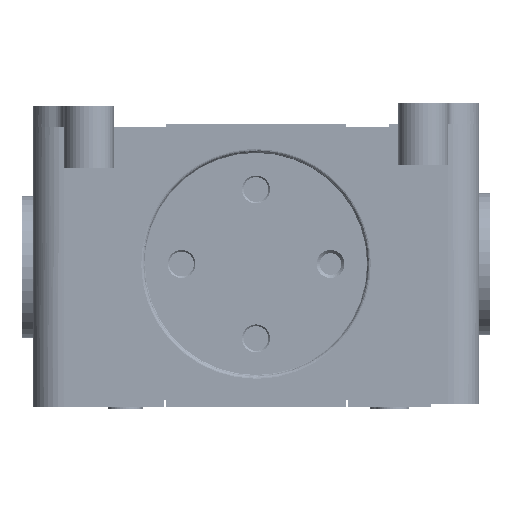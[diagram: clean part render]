
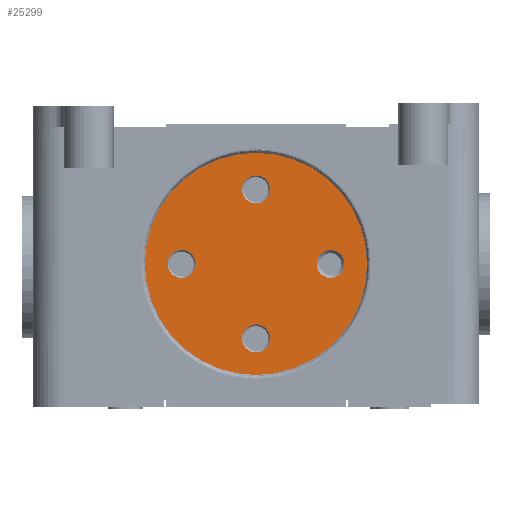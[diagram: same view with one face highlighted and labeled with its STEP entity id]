
A CAD part, front view. The second image highlights one B-rep face of the part: STEP entity #25299.
In plain terms, the highlighted planar face has unit normal (0, -1, 0).
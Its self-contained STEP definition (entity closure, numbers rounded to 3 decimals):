
#15242 = AXIS2_PLACEMENT_3D ( 'NONE', #98461, #98463, #98466 ) ;
#15248 = AXIS2_PLACEMENT_3D ( 'NONE', #98516, #98519, #98521 ) ;
#15256 = AXIS2_PLACEMENT_3D ( 'NONE', #98590, #98592, #98593 ) ;
#15262 = AXIS2_PLACEMENT_3D ( 'NONE', #98621, #98622, #98624 ) ;
#25299 = ADVANCED_FACE ( 'NONE', ( #96173, #96181, #96166, #96171, #96176 ), #80019, .T. ) ;
#41611 = EDGE_CURVE ( 'NONE', #64739, #64742, #127662, .T. ) ;
#41613 = EDGE_CURVE ( 'NONE', #64753, #64756, #127668, .T. ) ;
#41615 = EDGE_CURVE ( 'NONE', #64879, #64880, #127670, .T. ) ;
#41618 = EDGE_CURVE ( 'NONE', #64747, #64750, #127671, .T. ) ;
#41619 = EDGE_CURVE ( 'NONE', #64733, #64736, #127672, .T. ) ;
#44450 = ORIENTED_EDGE ( 'NONE', *, *, #130415, .T. ) ;
#44452 = ORIENTED_EDGE ( 'NONE', *, *, #41611, .T. ) ;
#44455 = ORIENTED_EDGE ( 'NONE', *, *, #130432, .T. ) ;
#44458 = ORIENTED_EDGE ( 'NONE', *, *, #41613, .T. ) ;
#44462 = ORIENTED_EDGE ( 'NONE', *, *, #85896, .T. ) ;
#44465 = ORIENTED_EDGE ( 'NONE', *, *, #41615, .T. ) ;
#44467 = ORIENTED_EDGE ( 'NONE', *, *, #130425, .T. ) ;
#44469 = ORIENTED_EDGE ( 'NONE', *, *, #41618, .T. ) ;
#44471 = ORIENTED_EDGE ( 'NONE', *, *, #130408, .T. ) ;
#44474 = ORIENTED_EDGE ( 'NONE', *, *, #41619, .T. ) ;
#64733 = VERTEX_POINT ( 'NONE', #121976 ) ;
#64736 = VERTEX_POINT ( 'NONE', #121979 ) ;
#64739 = VERTEX_POINT ( 'NONE', #121982 ) ;
#64742 = VERTEX_POINT ( 'NONE', #121985 ) ;
#64747 = VERTEX_POINT ( 'NONE', #121990 ) ;
#64750 = VERTEX_POINT ( 'NONE', #121993 ) ;
#64753 = VERTEX_POINT ( 'NONE', #121996 ) ;
#64756 = VERTEX_POINT ( 'NONE', #121999 ) ;
#64879 = VERTEX_POINT ( 'NONE', #122122 ) ;
#64880 = VERTEX_POINT ( 'NONE', #122123 ) ;
#72295 = AXIS2_PLACEMENT_3D ( 'NONE', #131128, #131130, #131132 ) ;
#72296 = AXIS2_PLACEMENT_3D ( 'NONE', #131135, #131137, #131139 ) ;
#72297 = AXIS2_PLACEMENT_3D ( 'NONE', #131143, #131145, #131146 ) ;
#72298 = AXIS2_PLACEMENT_3D ( 'NONE', #131150, #131152, #131154 ) ;
#72299 = AXIS2_PLACEMENT_3D ( 'NONE', #131158, #131160, #131162 ) ;
#74177 = CIRCLE ( 'NONE', #15242, 2.25 ) ;
#74199 = CIRCLE ( 'NONE', #15248, 2.25 ) ;
#74234 = CIRCLE ( 'NONE', #15256, 2.25 ) ;
#74258 = CIRCLE ( 'NONE', #15262, 2.25 ) ;
#80018 = DIRECTION ( 'NONE',  ( 0., -1., 0. ) ) ;
#80019 = PLANE ( 'NONE',  #84559 ) ;
#80021 = CARTESIAN_POINT ( 'NONE',  ( 20.797, 56.54, 0.5 ) ) ;
#80023 = DIRECTION ( 'NONE',  ( 0., 0., -1. ) ) ;
#84559 = AXIS2_PLACEMENT_3D ( 'NONE', #80021, #80018, #80023 ) ;
#85896 = EDGE_CURVE ( 'NONE', #64880, #64879, #110751, .T. ) ;
#90057 = EDGE_LOOP ( 'NONE', ( #44471, #44474 ) ) ;
#90064 = EDGE_LOOP ( 'NONE', ( #44467, #44469 ) ) ;
#90080 = EDGE_LOOP ( 'NONE', ( #44462, #44465 ) ) ;
#90090 = EDGE_LOOP ( 'NONE', ( #44450, #44452 ) ) ;
#90133 = EDGE_LOOP ( 'NONE', ( #44455, #44458 ) ) ;
#94077 = AXIS2_PLACEMENT_3D ( 'NONE', #122309, #122310, #122311 ) ;
#96166 = FACE_OUTER_BOUND ( 'NONE', #90080, .T. ) ;
#96171 = FACE_BOUND ( 'NONE', #90064, .T. ) ;
#96173 = FACE_BOUND ( 'NONE', #90090, .T. ) ;
#96176 = FACE_BOUND ( 'NONE', #90057, .T. ) ;
#96181 = FACE_BOUND ( 'NONE', #90133, .T. ) ;
#98461 = CARTESIAN_POINT ( 'NONE',  ( 20.797, 56.54, 12.5 ) ) ;
#98463 = DIRECTION ( 'NONE',  ( 0., 1., 0. ) ) ;
#98466 = DIRECTION ( 'NONE',  ( 0., 0., -1. ) ) ;
#98516 = CARTESIAN_POINT ( 'NONE',  ( 32.797, 56.54, 0.5 ) ) ;
#98519 = DIRECTION ( 'NONE',  ( 0., 1., 0. ) ) ;
#98521 = DIRECTION ( 'NONE',  ( 0., 0., -1. ) ) ;
#98590 = CARTESIAN_POINT ( 'NONE',  ( 20.797, 56.54, -11.5 ) ) ;
#98592 = DIRECTION ( 'NONE',  ( 0., 1., 0. ) ) ;
#98593 = DIRECTION ( 'NONE',  ( 0., 0., -1. ) ) ;
#98621 = CARTESIAN_POINT ( 'NONE',  ( 8.797, 56.54, 0.5 ) ) ;
#98622 = DIRECTION ( 'NONE',  ( 0., 1., 0. ) ) ;
#98624 = DIRECTION ( 'NONE',  ( 0., 0., -1. ) ) ;
#110751 = CIRCLE ( 'NONE', #94077, 17.9 ) ;
#121976 = CARTESIAN_POINT ( 'NONE',  ( 20.797, 56.54, 14.75 ) ) ;
#121979 = CARTESIAN_POINT ( 'NONE',  ( 20.797, 56.54, 10.25 ) ) ;
#121982 = CARTESIAN_POINT ( 'NONE',  ( 32.797, 56.54, 2.75 ) ) ;
#121985 = CARTESIAN_POINT ( 'NONE',  ( 32.797, 56.54, -1.75 ) ) ;
#121990 = CARTESIAN_POINT ( 'NONE',  ( 20.797, 56.54, -9.25 ) ) ;
#121993 = CARTESIAN_POINT ( 'NONE',  ( 20.797, 56.54, -13.75 ) ) ;
#121996 = CARTESIAN_POINT ( 'NONE',  ( 8.797, 56.54, 2.75 ) ) ;
#121999 = CARTESIAN_POINT ( 'NONE',  ( 8.797, 56.54, -1.75 ) ) ;
#122122 = CARTESIAN_POINT ( 'NONE',  ( 20.797, 56.54, 18.4 ) ) ;
#122123 = CARTESIAN_POINT ( 'NONE',  ( 20.797, 56.54, -17.4 ) ) ;
#122309 = CARTESIAN_POINT ( 'NONE',  ( 20.797, 56.54, 0.5 ) ) ;
#122310 = DIRECTION ( 'NONE',  ( 0., -1., 0. ) ) ;
#122311 = DIRECTION ( 'NONE',  ( 0., 0., -1. ) ) ;
#127662 = CIRCLE ( 'NONE', #72295, 2.25 ) ;
#127668 = CIRCLE ( 'NONE', #72296, 2.25 ) ;
#127670 = CIRCLE ( 'NONE', #72297, 17.9 ) ;
#127671 = CIRCLE ( 'NONE', #72298, 2.25 ) ;
#127672 = CIRCLE ( 'NONE', #72299, 2.25 ) ;
#130408 = EDGE_CURVE ( 'NONE', #64736, #64733, #74177, .T. ) ;
#130415 = EDGE_CURVE ( 'NONE', #64742, #64739, #74199, .T. ) ;
#130425 = EDGE_CURVE ( 'NONE', #64750, #64747, #74234, .T. ) ;
#130432 = EDGE_CURVE ( 'NONE', #64756, #64753, #74258, .T. ) ;
#131128 = CARTESIAN_POINT ( 'NONE',  ( 32.797, 56.54, 0.5 ) ) ;
#131130 = DIRECTION ( 'NONE',  ( 0., 1., 0. ) ) ;
#131132 = DIRECTION ( 'NONE',  ( 0., 0., -1. ) ) ;
#131135 = CARTESIAN_POINT ( 'NONE',  ( 8.797, 56.54, 0.5 ) ) ;
#131137 = DIRECTION ( 'NONE',  ( 0., 1., 0. ) ) ;
#131139 = DIRECTION ( 'NONE',  ( 0., 0., -1. ) ) ;
#131143 = CARTESIAN_POINT ( 'NONE',  ( 20.797, 56.54, 0.5 ) ) ;
#131145 = DIRECTION ( 'NONE',  ( 0., -1., 0. ) ) ;
#131146 = DIRECTION ( 'NONE',  ( 0., 0., -1. ) ) ;
#131150 = CARTESIAN_POINT ( 'NONE',  ( 20.797, 56.54, -11.5 ) ) ;
#131152 = DIRECTION ( 'NONE',  ( 0., 1., 0. ) ) ;
#131154 = DIRECTION ( 'NONE',  ( 0., 0., -1. ) ) ;
#131158 = CARTESIAN_POINT ( 'NONE',  ( 20.797, 56.54, 12.5 ) ) ;
#131160 = DIRECTION ( 'NONE',  ( 0., 1., 0. ) ) ;
#131162 = DIRECTION ( 'NONE',  ( 0., 0., -1. ) ) ;
